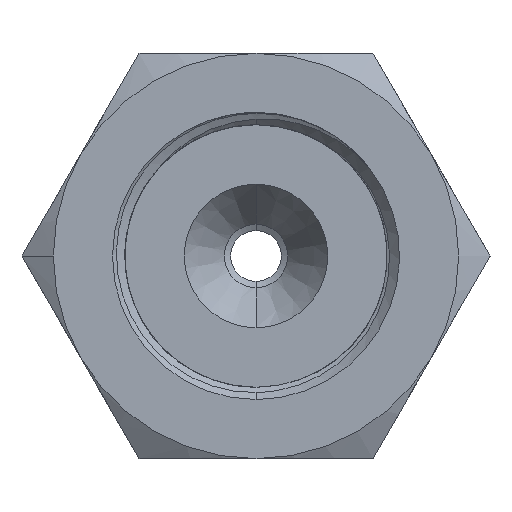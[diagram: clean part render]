
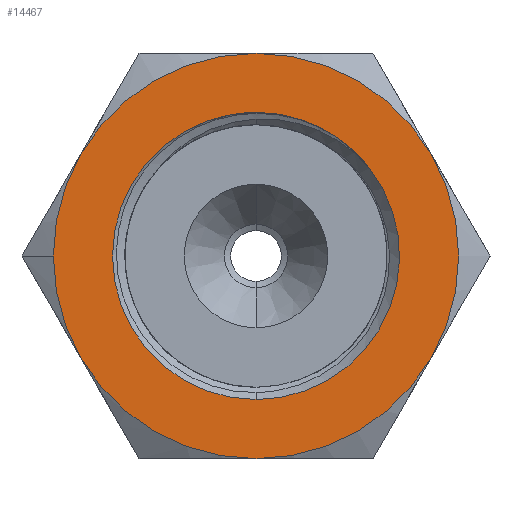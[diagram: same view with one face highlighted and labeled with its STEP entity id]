
A CAD part, left-side view. The second image highlights one B-rep face of the part: STEP entity #14467.
In plain terms, the highlighted planar face has unit normal (-1, 0, 0).
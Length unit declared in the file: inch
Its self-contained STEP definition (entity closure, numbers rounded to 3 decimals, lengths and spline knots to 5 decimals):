
#196 = AXIS2_PLACEMENT_3D ( 'NONE', #20590, #13080, #6202 ) ;
#729 = CARTESIAN_POINT ( 'NONE',  ( -1.06, -0.34638, 0.40323 ) ) ;
#874 = EDGE_CURVE ( 'NONE', #14150, #14322, #18971, .T. ) ;
#1231 = ORIENTED_EDGE ( 'NONE', *, *, #14986, .T. ) ;
#1579 = CARTESIAN_POINT ( 'NONE',  ( -1.05997, -0.40547, 0.344 ) ) ;
#1729 = DIRECTION ( 'NONE',  ( 0., -1., 0. ) ) ;
#2027 = CARTESIAN_POINT ( 'NONE',  ( -1.06, -0.64952, -0.375 ) ) ;
#2085 = ORIENTED_EDGE ( 'NONE', *, *, #14482, .T. ) ;
#2340 = CARTESIAN_POINT ( 'NONE',  ( -1.06, 0., 0. ) ) ;
#2392 = CARTESIAN_POINT ( 'NONE',  ( -1.06, 0., -0.75 ) ) ;
#2591 = ORIENTED_EDGE ( 'NONE', *, *, #18455, .T. ) ;
#2637 = ORIENTED_EDGE ( 'NONE', *, *, #14630, .T. ) ;
#2668 = CIRCLE ( 'NONE', #13034, 0.75 ) ;
#2781 = EDGE_CURVE ( 'NONE', #21599, #7811, #16662, .T. ) ;
#2960 = CARTESIAN_POINT ( 'NONE',  ( -1.06, 0., 0.53125 ) ) ;
#3347 = AXIS2_PLACEMENT_3D ( 'NONE', #20531, #5823, #18609 ) ;
#3454 = CARTESIAN_POINT ( 'NONE',  ( -1.06, -0.37321, 0.37807 ) ) ;
#3527 = DIRECTION ( 'NONE',  ( -1., 0., 0. ) ) ;
#3788 = CIRCLE ( 'NONE', #3347, 0.75 ) ;
#4191 = CARTESIAN_POINT ( 'NONE',  ( -1.06, 0., 0. ) ) ;
#4317 = VERTEX_POINT ( 'NONE', #2027 ) ;
#4337 = CARTESIAN_POINT ( 'NONE',  ( -1.06, -0.37321, 0.37807 ) ) ;
#4489 = VERTEX_POINT ( 'NONE', #5894 ) ;
#4543 = CARTESIAN_POINT ( 'NONE',  ( -1.05998, -0.41986, 0.32547 ) ) ;
#4920 = CARTESIAN_POINT ( 'NONE',  ( -1.06, 0., 0. ) ) ;
#5085 = ORIENTED_EDGE ( 'NONE', *, *, #13117, .T. ) ;
#5152 = AXIS2_PLACEMENT_3D ( 'NONE', #16587, #5734, #7728 ) ;
#5382 = ORIENTED_EDGE ( 'NONE', *, *, #874, .T. ) ;
#5432 = CARTESIAN_POINT ( 'NONE',  ( -1.05999, -0.24263, 0.47259 ) ) ;
#5734 = DIRECTION ( 'NONE',  ( -1., 0., 0. ) ) ;
#5759 = B_SPLINE_CURVE_WITH_KNOTS ( 'NONE', 3,
 ( #5432, #10916, #7110, #6958 ),
 .UNSPECIFIED., .F., .F.,
 ( 4, 4 ),
 ( 0., 0.00271 ),
 .UNSPECIFIED. ) ;
#5823 = DIRECTION ( 'NONE',  ( -1., 0., 0. ) ) ;
#5894 = CARTESIAN_POINT ( 'NONE',  ( -1.06, 0.64952, -0.375 ) ) ;
#6123 = DIRECTION ( 'NONE',  ( 1., 0., 0. ) ) ;
#6170 = CARTESIAN_POINT ( 'NONE',  ( -1.06, 0., 0. ) ) ;
#6202 = DIRECTION ( 'NONE',  ( 0., 0., -1. ) ) ;
#6958 = CARTESIAN_POINT ( 'NONE',  ( -1.06, -0.33202, 0.41471 ) ) ;
#7034 = CARTESIAN_POINT ( 'NONE',  ( -1.05999, -0.38989, 0.36159 ) ) ;
#7110 = CARTESIAN_POINT ( 'NONE',  ( -1.05998, -0.30425, 0.43693 ) ) ;
#7278 = CIRCLE ( 'NONE', #5152, 0.75 ) ;
#7526 = CARTESIAN_POINT ( 'NONE',  ( -1.06, 0., 0. ) ) ;
#7728 = DIRECTION ( 'NONE',  ( 0., -1., 0. ) ) ;
#7811 = VERTEX_POINT ( 'NONE', #16567 ) ;
#7857 = DIRECTION ( 'NONE',  ( 0., 0., -1. ) ) ;
#8001 = CARTESIAN_POINT ( 'NONE',  ( -1.06, -0.36013, 0.391 ) ) ;
#8291 = ORIENTED_EDGE ( 'NONE', *, *, #2781, .T. ) ;
#8486 = EDGE_CURVE ( 'NONE', #15829, #14150, #2668, .T. ) ;
#8672 = FACE_OUTER_BOUND ( 'NONE', #13328, .T. ) ;
#8731 = ORIENTED_EDGE ( 'NONE', *, *, #9683, .F. ) ;
#8796 = DIRECTION ( 'NONE',  ( -1., 0., 0. ) ) ;
#8876 = DIRECTION ( 'NONE',  ( 0., -1., 0. ) ) ;
#9260 = CIRCLE ( 'NONE', #196, 0.53125 ) ;
#9571 = CARTESIAN_POINT ( 'NONE',  ( -1.06, 0., 0.75 ) ) ;
#9590 = B_SPLINE_CURVE_WITH_KNOTS ( 'NONE', 3,
 ( #3454, #7034, #1579, #10680 ),
 .UNSPECIFIED., .F., .F.,
 ( 4, 4 ),
 ( 0.00411, 0.0059 ),
 .UNSPECIFIED. ) ;
#9678 = DIRECTION ( 'NONE',  ( 1., 0., 0. ) ) ;
#9683 = EDGE_CURVE ( 'NONE', #18884, #17033, #23441, .T. ) ;
#9808 = CARTESIAN_POINT ( 'NONE',  ( -1.06, -0.33202, 0.41471 ) ) ;
#10524 = AXIS2_PLACEMENT_3D ( 'NONE', #4920, #14018, #19443 ) ;
#10680 = CARTESIAN_POINT ( 'NONE',  ( -1.05998, -0.41986, 0.32547 ) ) ;
#10916 = CARTESIAN_POINT ( 'NONE',  ( -1.05996, -0.27426, 0.45632 ) ) ;
#10991 = CARTESIAN_POINT ( 'NONE',  ( -1.06, 0., 0. ) ) ;
#11514 = FACE_BOUND ( 'NONE', #12780, .T. ) ;
#11656 = VERTEX_POINT ( 'NONE', #20318 ) ;
#11721 = CIRCLE ( 'NONE', #10524, 0.75 ) ;
#12198 = EDGE_CURVE ( 'NONE', #11656, #17033, #5759, .T. ) ;
#12240 = EDGE_CURVE ( 'NONE', #18884, #21599, #9590, .T. ) ;
#12592 = CIRCLE ( 'NONE', #19177, 0.75 ) ;
#12757 = VERTEX_POINT ( 'NONE', #2960 ) ;
#12780 = EDGE_LOOP ( 'NONE', ( #8731, #19651, #8291, #2085, #2637, #17799 ) ) ;
#12997 = DIRECTION ( 'NONE',  ( 0., -1., 0. ) ) ;
#13009 = ORIENTED_EDGE ( 'NONE', *, *, #17093, .T. ) ;
#13034 = AXIS2_PLACEMENT_3D ( 'NONE', #2340, #14910, #12997 ) ;
#13080 = DIRECTION ( 'NONE',  ( 1., 0., 0. ) ) ;
#13117 = EDGE_CURVE ( 'NONE', #14322, #4489, #7278, .T. ) ;
#13328 = EDGE_LOOP ( 'NONE', ( #2591, #1231, #13009, #15512, #21630, #5382, #5085 ) ) ;
#13398 = CARTESIAN_POINT ( 'NONE',  ( -1.06, 0., 0. ) ) ;
#13645 = VERTEX_POINT ( 'NONE', #16854 ) ;
#14018 = DIRECTION ( 'NONE',  ( -1., 0., 0. ) ) ;
#14150 = VERTEX_POINT ( 'NONE', #14410 ) ;
#14322 = VERTEX_POINT ( 'NONE', #18335 ) ;
#14410 = CARTESIAN_POINT ( 'NONE',  ( -1.06, 0.64952, 0.375 ) ) ;
#14467 = ADVANCED_FACE ( 'NONE', ( #11514, #8672 ), #20341, .F. ) ;
#14482 = EDGE_CURVE ( 'NONE', #7811, #12757, #20314, .T. ) ;
#14630 = EDGE_CURVE ( 'NONE', #12757, #11656, #9260, .T. ) ;
#14910 = DIRECTION ( 'NONE',  ( -1., 0., 0. ) ) ;
#14979 = DIRECTION ( 'NONE',  ( 0., 0., -1. ) ) ;
#14986 = EDGE_CURVE ( 'NONE', #23191, #4317, #12592, .T. ) ;
#14988 = AXIS2_PLACEMENT_3D ( 'NONE', #10991, #3527, #1729 ) ;
#15062 = DIRECTION ( 'NONE',  ( 0., 0., -1. ) ) ;
#15139 = CARTESIAN_POINT ( 'NONE',  ( -1.06, 0., 0. ) ) ;
#15215 = DIRECTION ( 'NONE',  ( 1., 0., 0. ) ) ;
#15512 = ORIENTED_EDGE ( 'NONE', *, *, #16958, .T. ) ;
#15829 = VERTEX_POINT ( 'NONE', #9571 ) ;
#16567 = CARTESIAN_POINT ( 'NONE',  ( -1.06, 0., -0.53125 ) ) ;
#16587 = CARTESIAN_POINT ( 'NONE',  ( -1.06, 0., 0. ) ) ;
#16662 = CIRCLE ( 'NONE', #19740, 0.53125 ) ;
#16854 = CARTESIAN_POINT ( 'NONE',  ( -1.06, -0.64952, 0.375 ) ) ;
#16958 = EDGE_CURVE ( 'NONE', #13645, #15829, #22601, .T. ) ;
#17033 = VERTEX_POINT ( 'NONE', #9808 ) ;
#17093 = EDGE_CURVE ( 'NONE', #4317, #13645, #3788, .T. ) ;
#17799 = ORIENTED_EDGE ( 'NONE', *, *, #12198, .T. ) ;
#18335 = CARTESIAN_POINT ( 'NONE',  ( -1.06, 0.75, 0. ) ) ;
#18415 = CARTESIAN_POINT ( 'NONE',  ( -1.06, -0.37321, 0.37807 ) ) ;
#18455 = EDGE_CURVE ( 'NONE', #4489, #23191, #11721, .T. ) ;
#18609 = DIRECTION ( 'NONE',  ( 0., -1., 0. ) ) ;
#18884 = VERTEX_POINT ( 'NONE', #18415 ) ;
#18971 = CIRCLE ( 'NONE', #14988, 0.75 ) ;
#19177 = AXIS2_PLACEMENT_3D ( 'NONE', #7526, #20058, #20141 ) ;
#19443 = DIRECTION ( 'NONE',  ( 0., -1., 0. ) ) ;
#19651 = ORIENTED_EDGE ( 'NONE', *, *, #12240, .T. ) ;
#19740 = AXIS2_PLACEMENT_3D ( 'NONE', #4191, #9678, #7857 ) ;
#20058 = DIRECTION ( 'NONE',  ( -1., 0., 0. ) ) ;
#20141 = DIRECTION ( 'NONE',  ( 0., -1., 0. ) ) ;
#20314 = CIRCLE ( 'NONE', #21306, 0.53125 ) ;
#20318 = CARTESIAN_POINT ( 'NONE',  ( -1.05999, -0.24263, 0.47259 ) ) ;
#20341 = PLANE ( 'NONE',  #20419 ) ;
#20419 = AXIS2_PLACEMENT_3D ( 'NONE', #13398, #6123, #14979 ) ;
#20531 = CARTESIAN_POINT ( 'NONE',  ( -1.06, 0., 0. ) ) ;
#20568 = AXIS2_PLACEMENT_3D ( 'NONE', #6170, #8796, #8876 ) ;
#20590 = CARTESIAN_POINT ( 'NONE',  ( -1.06, 0., 0. ) ) ;
#20707 = CARTESIAN_POINT ( 'NONE',  ( -1.06, -0.33202, 0.41471 ) ) ;
#21306 = AXIS2_PLACEMENT_3D ( 'NONE', #15139, #15215, #15062 ) ;
#21599 = VERTEX_POINT ( 'NONE', #4543 ) ;
#21630 = ORIENTED_EDGE ( 'NONE', *, *, #8486, .T. ) ;
#22601 = CIRCLE ( 'NONE', #20568, 0.75 ) ;
#23191 = VERTEX_POINT ( 'NONE', #2392 ) ;
#23441 = B_SPLINE_CURVE_WITH_KNOTS ( 'NONE', 3,
 ( #4337, #8001, #729, #20707 ),
 .UNSPECIFIED., .F., .F.,
 ( 4, 4 ),
 ( 0.00183, 0.00323 ),
 .UNSPECIFIED. ) ;
